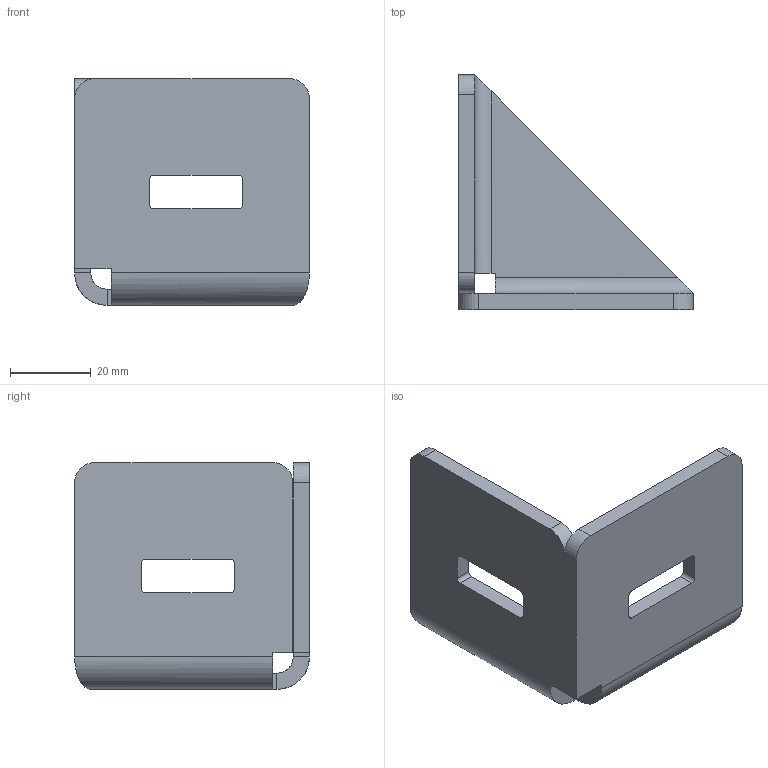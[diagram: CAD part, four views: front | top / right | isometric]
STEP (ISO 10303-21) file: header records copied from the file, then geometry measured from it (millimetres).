
FILE_DESCRIPTION (( 'STEP AP214' ), '1' );
FILE_NAME ('Ñáîðêà1.STEP', '2024-04-11T10:32:07', ( '' ), ( '' ), 'SwSTEP 2.0', 'SolidWorks 2022', '' );
FILE_SCHEMA (( 'AUTOMOTIVE_DESIGN' ));
Length unit declared in the file: millimetre
Products named in the file (2): E41 Угловой соединитель стальной 60х60, паз 10, SNSS.60.065_00; Сборка1
Assembly tree (1 placements, depth 2):
  Сборка1
    E41 Угловой соединитель стальной 60х60, паз 10, SNSS.60.065_00
Bounding box: 58 x 58 x 56 mm (x, y, z)
Volume: 27654.3 mm3; surface area: 15976.5 mm2
Topology: 1 solids, 1 shells, 47 faces, 119 edges, 74 vertices
Faces by surface type: plane 29, cylinder 16, bspline 2
Entity records: 1513 total; most frequent: CARTESIAN_POINT 310, DIRECTION 241, ORIENTED_EDGE 238, EDGE_CURVE 119, VECTOR 87, LINE 87, AXIS2_PLACEMENT_3D 77, VERTEX_POINT 74
